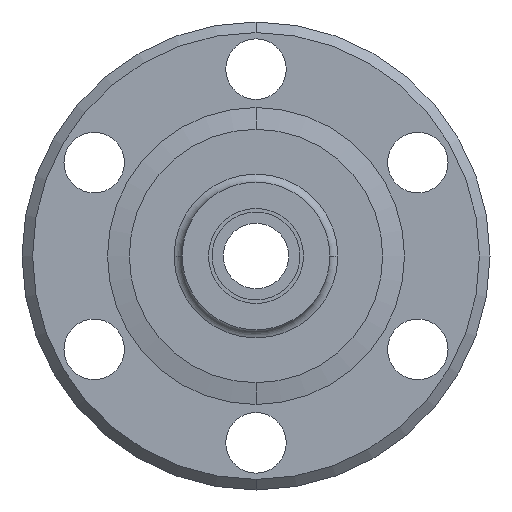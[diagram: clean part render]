
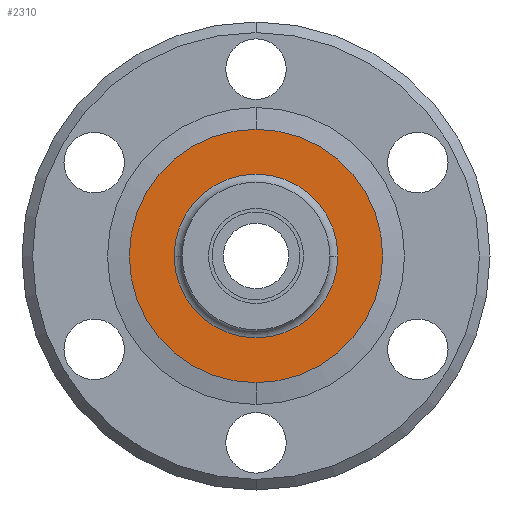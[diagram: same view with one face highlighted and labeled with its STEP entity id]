
A CAD part, front view. The second image highlights one B-rep face of the part: STEP entity #2310.
In plain terms, the highlighted planar face has unit normal (0, -1, 0).
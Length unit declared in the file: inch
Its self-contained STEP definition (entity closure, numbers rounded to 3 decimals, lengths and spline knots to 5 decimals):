
#67 = FACE_OUTER_BOUND ( 'NONE', #803, .T. ) ;
#74 = FACE_BOUND ( 'NONE', #801, .T. ) ;
#118 = EDGE_CURVE ( 'NONE', #2460, #2461, #2344, .T. ) ;
#145 = ORIENTED_EDGE ( 'NONE', *, *, #221, .T. ) ;
#146 = ORIENTED_EDGE ( 'NONE', *, *, #118, .T. ) ;
#147 = ORIENTED_EDGE ( 'NONE', *, *, #222, .F. ) ;
#148 = ORIENTED_EDGE ( 'NONE', *, *, #2136, .F. ) ;
#198 = DIRECTION ( 'NONE',  ( 0., 0., -1. ) ) ;
#199 = DIRECTION ( 'NONE',  ( 0., -1., 0. ) ) ;
#200 = CARTESIAN_POINT ( 'NONE',  ( 0., -0.0915, 0. ) ) ;
#201 = DIRECTION ( 'NONE',  ( 0., 0., -1. ) ) ;
#202 = DIRECTION ( 'NONE',  ( 0., -1., 0. ) ) ;
#203 = CARTESIAN_POINT ( 'NONE',  ( 0., -0.0915, 0. ) ) ;
#221 = EDGE_CURVE ( 'NONE', #2461, #2460, #2419, .T. ) ;
#222 = EDGE_CURVE ( 'NONE', #2463, #2462, #2417, .T. ) ;
#464 = CARTESIAN_POINT ( 'NONE',  ( -0.36, -0.0915, 0. ) ) ;
#467 = PLANE ( 'NONE',  #1366 ) ;
#469 = DIRECTION ( 'NONE',  ( 0., -1., 0. ) ) ;
#470 = DIRECTION ( 'NONE',  ( 0., 0., -1. ) ) ;
#485 = CARTESIAN_POINT ( 'NONE',  ( 0., -0.0915, 0.36 ) ) ;
#486 = CARTESIAN_POINT ( 'NONE',  ( 0., -0.0915, -0.36 ) ) ;
#487 = CARTESIAN_POINT ( 'NONE',  ( 0., -0.0915, 0.2325 ) ) ;
#488 = CARTESIAN_POINT ( 'NONE',  ( 0., -0.0915, -0.2325 ) ) ;
#588 = AXIS2_PLACEMENT_3D ( 'NONE', #1082, #1083, #1084 ) ;
#801 = EDGE_LOOP ( 'NONE', ( #147, #148 ) ) ;
#803 = EDGE_LOOP ( 'NONE', ( #145, #146 ) ) ;
#1082 = CARTESIAN_POINT ( 'NONE',  ( 0., -0.0915, 0. ) ) ;
#1083 = DIRECTION ( 'NONE',  ( 0., -1., 0. ) ) ;
#1084 = DIRECTION ( 'NONE',  ( 0., 0., -1. ) ) ;
#1258 = CIRCLE ( 'NONE', #588, 0.2325 ) ;
#1330 = AXIS2_PLACEMENT_3D ( 'NONE', #2382, #2378, #2379 ) ;
#1357 = AXIS2_PLACEMENT_3D ( 'NONE', #203, #202, #201 ) ;
#1358 = AXIS2_PLACEMENT_3D ( 'NONE', #200, #199, #198 ) ;
#1366 = AXIS2_PLACEMENT_3D ( 'NONE', #464, #469, #470 ) ;
#2136 = EDGE_CURVE ( 'NONE', #2462, #2463, #1258, .T. ) ;
#2310 = ADVANCED_FACE ( 'NONE', ( #67, #74 ), #467, .T. ) ;
#2344 = CIRCLE ( 'NONE', #1330, 0.36 ) ;
#2378 = DIRECTION ( 'NONE',  ( 0., -1., 0. ) ) ;
#2379 = DIRECTION ( 'NONE',  ( 0., 0., -1. ) ) ;
#2382 = CARTESIAN_POINT ( 'NONE',  ( 0., -0.0915, 0. ) ) ;
#2417 = CIRCLE ( 'NONE', #1358, 0.2325 ) ;
#2419 = CIRCLE ( 'NONE', #1357, 0.36 ) ;
#2460 = VERTEX_POINT ( 'NONE', #485 ) ;
#2461 = VERTEX_POINT ( 'NONE', #486 ) ;
#2462 = VERTEX_POINT ( 'NONE', #487 ) ;
#2463 = VERTEX_POINT ( 'NONE', #488 ) ;
